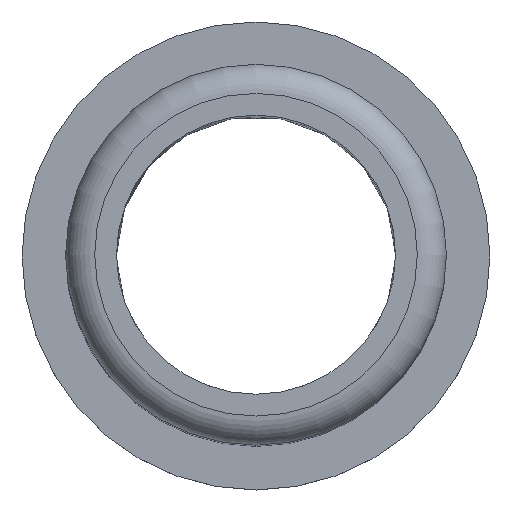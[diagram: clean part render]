
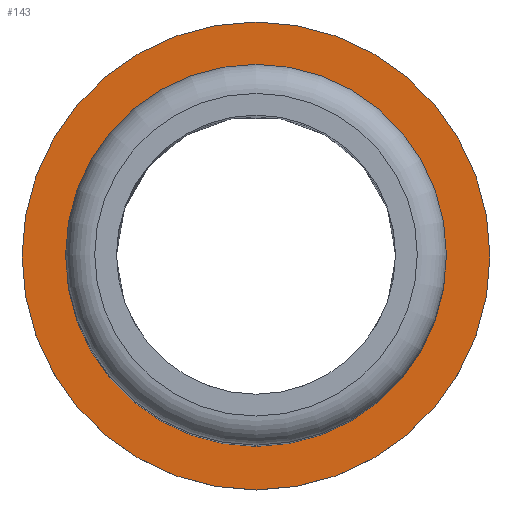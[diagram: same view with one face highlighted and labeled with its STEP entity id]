
A CAD part, top view. The second image highlights one B-rep face of the part: STEP entity #143.
In plain terms, the highlighted planar face has unit normal (0, 0, 1).
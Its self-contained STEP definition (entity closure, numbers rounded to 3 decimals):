
#20=FACE_BOUND('',#60,.T.);
#23=PLANE('',#178);
#47=FACE_OUTER_BOUND('',#59,.T.);
#59=EDGE_LOOP('',(#128));
#60=EDGE_LOOP('',(#129));
#65=CIRCLE('',#164,6.55);
#72=CIRCLE('',#177,8.05);
#75=VERTEX_POINT('',#238);
#82=VERTEX_POINT('',#262);
#87=EDGE_CURVE('',#75,#75,#65,.T.);
#98=EDGE_CURVE('',#82,#82,#72,.T.);
#128=ORIENTED_EDGE('',*,*,#98,.T.);
#129=ORIENTED_EDGE('',*,*,#87,.F.);
#143=ADVANCED_FACE('',(#47,#20),#23,.T.);
#164=AXIS2_PLACEMENT_3D('',#240,#193,#194);
#177=AXIS2_PLACEMENT_3D('',#264,#223,#224);
#178=AXIS2_PLACEMENT_3D('',#265,#225,#226);
#193=DIRECTION('center_axis',(0.,0.,1.));
#194=DIRECTION('ref_axis',(1.,0.,0.));
#223=DIRECTION('center_axis',(0.,0.,1.));
#224=DIRECTION('ref_axis',(1.,0.,0.));
#225=DIRECTION('center_axis',(0.,0.,1.));
#226=DIRECTION('ref_axis',(1.,0.,0.));
#238=CARTESIAN_POINT('',(-6.55,0.,12.));
#240=CARTESIAN_POINT('Origin',(0.,0.,12.));
#262=CARTESIAN_POINT('',(-8.05,0.,12.));
#264=CARTESIAN_POINT('Origin',(0.,0.,12.));
#265=CARTESIAN_POINT('Origin',(0.,0.,12.));
